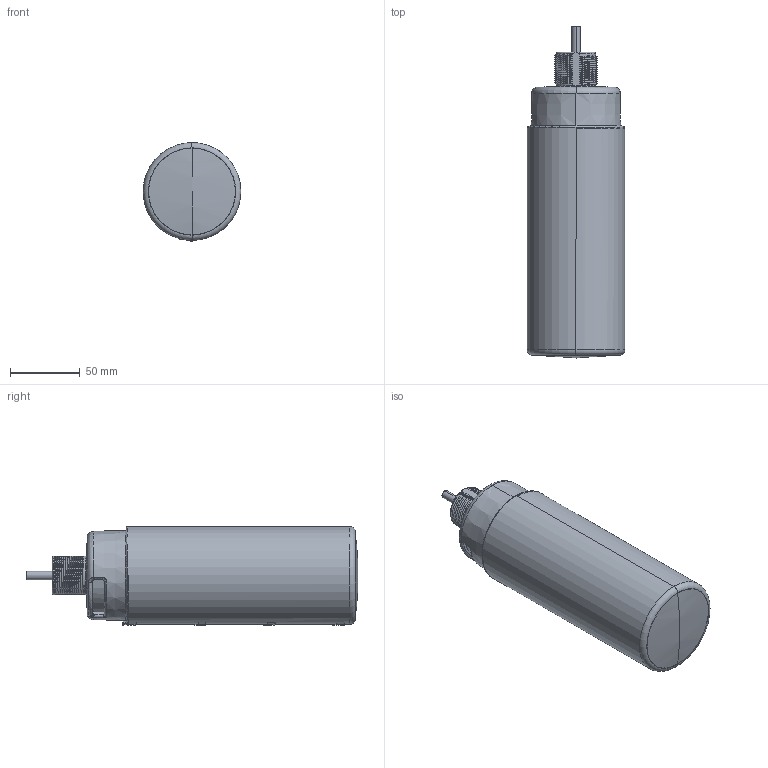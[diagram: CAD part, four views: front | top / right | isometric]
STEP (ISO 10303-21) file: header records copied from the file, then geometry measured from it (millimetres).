
FILE_DESCRIPTION((''),'2;1');
FILE_NAME('214779_SM01_ASM','2022-06-21T12:11:47',('PDMAdmin'),('BANNER ENGINEERING'),'CREO PARAMETRIC BY PTC INC, 2019292','CREO PARAMETRIC BY PTC INC, 2019292','');
FILE_SCHEMA(('CONFIG_CONTROL_DESIGN'));
Length unit declared in the file: millimetre
Products named in the file (3): 214779_EP01; CABLE_TL70LC; 214779_SM01_ASM
Assembly tree (2 placements, depth 2):
  214779_SM01_ASM
    214779_EP01
    CABLE_TL70LC
Bounding box: 70 x 237.73 x 70.75 mm (x, y, z)
Volume: 730703.6 mm3; surface area: 55585.2 mm2
Topology: 2 solids, 2 shells, 332 faces, 850 edges, 542 vertices
Faces by surface type: bspline 124, cylinder 100, plane 63, cone 22, torus 19, sphere 4
Entity records: 23104 total; most frequent: CARTESIAN_POINT 16094, ORIENTED_EDGE 1696, DIRECTION 1058, EDGE_CURVE 848, VERTEX_POINT 542, B_SPLINE_CURVE_WITH_KNOTS 433, AXIS2_PLACEMENT_3D 430, EDGE_LOOP 354
